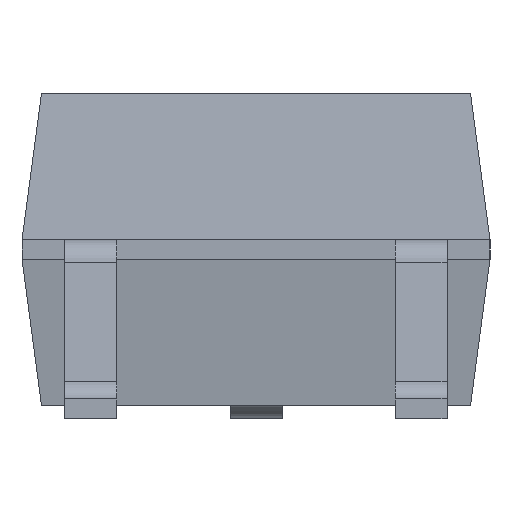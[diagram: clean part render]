
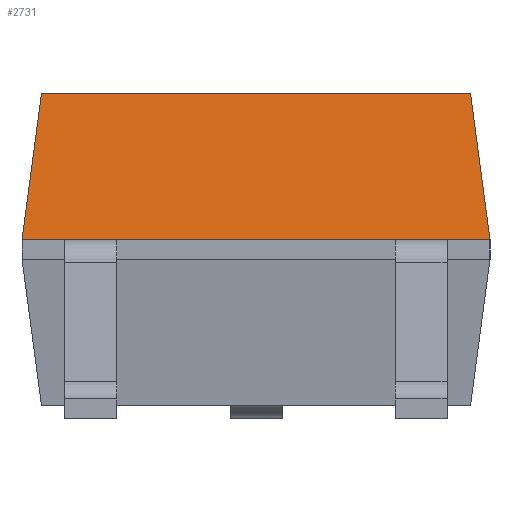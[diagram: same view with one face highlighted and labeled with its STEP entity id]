
A CAD part, left-side view. The second image highlights one B-rep face of the part: STEP entity #2731.
In plain terms, the highlighted planar face has unit normal (-0.991, 0, 0.132).
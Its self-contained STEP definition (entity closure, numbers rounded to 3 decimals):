
#2594=CARTESIAN_POINT('',(-2.2,1.8,1.375));
#2595=VERTEX_POINT('',#2594);
#2629=CARTESIAN_POINT('',(-2.05,1.65,2.5));
#2630=VERTEX_POINT('',#2629);
#2646=CARTESIAN_POINT('',(-2.05,1.65,2.5));
#2647=DIRECTION('',(-0.131,0.131,-0.983));
#2648=VECTOR('',#2647,1.145);
#2649=LINE('',#2646,#2648);
#2650=EDGE_CURVE('',#2630,#2595,#2649,.T.);
#2684=CARTESIAN_POINT('',(-2.2,-1.8,1.375));
#2685=VERTEX_POINT('',#2684);
#2693=CARTESIAN_POINT('',(-2.05,-1.65,2.5));
#2694=VERTEX_POINT('',#2693);
#2701=CARTESIAN_POINT('',(-2.05,-1.65,2.5));
#2702=DIRECTION('',(-0.131,-0.131,-0.983));
#2703=VECTOR('',#2702,1.145);
#2704=LINE('',#2701,#2703);
#2705=EDGE_CURVE('',#2694,#2685,#2704,.T.);
#2710=CARTESIAN_POINT('',(-2.125,-0.9,1.938));
#2711=DIRECTION('',(-0.991,0.,0.132));
#2712=DIRECTION('',(-0.132,0.,-0.991));
#2713=AXIS2_PLACEMENT_3D('',#2710,#2711,#2712);
#2714=PLANE('',#2713);
#2715=CARTESIAN_POINT('',(-2.2,1.8,1.375));
#2716=DIRECTION('',(0.0,-1.0,0.0));
#2717=VECTOR('',#2716,3.6);
#2718=LINE('',#2715,#2717);
#2719=EDGE_CURVE('',#2595,#2685,#2718,.T.);
#2720=ORIENTED_EDGE('',*,*,#2719,.T.);
#2721=ORIENTED_EDGE('',*,*,#2705,.F.);
#2722=CARTESIAN_POINT('',(-2.05,-1.65,2.5));
#2723=DIRECTION('',(0.0,1.0,0.0));
#2724=VECTOR('',#2723,3.3);
#2725=LINE('',#2722,#2724);
#2726=EDGE_CURVE('',#2694,#2630,#2725,.T.);
#2727=ORIENTED_EDGE('',*,*,#2726,.T.);
#2728=ORIENTED_EDGE('',*,*,#2650,.T.);
#2729=EDGE_LOOP('',(#2720,#2721,#2727,#2728));
#2730=FACE_OUTER_BOUND('',#2729,.T.);
#2731=ADVANCED_FACE('',(#2730),#2714,.T.);
